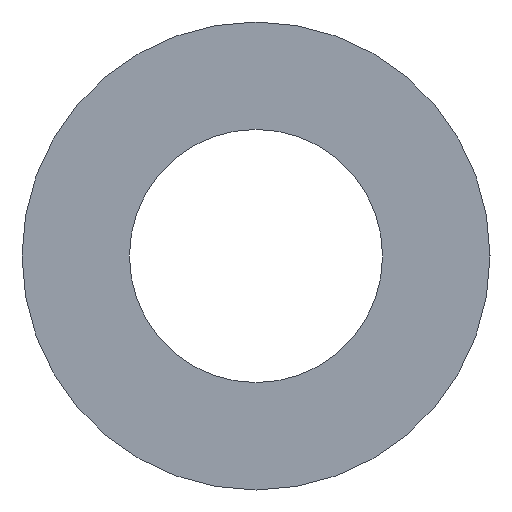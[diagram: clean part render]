
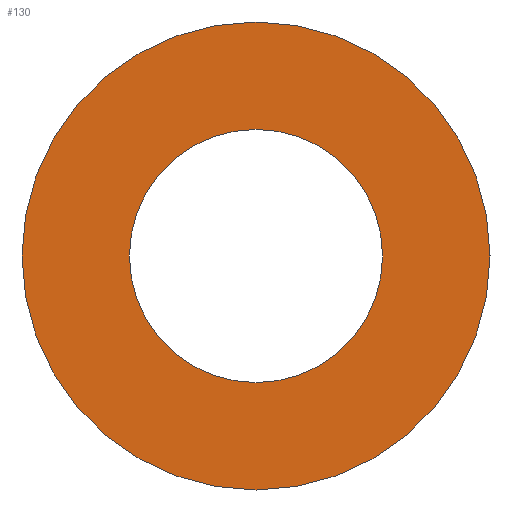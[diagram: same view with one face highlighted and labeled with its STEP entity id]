
A CAD part, left-side view. The second image highlights one B-rep face of the part: STEP entity #130.
In plain terms, the highlighted planar face has unit normal (-1, 0, 0).
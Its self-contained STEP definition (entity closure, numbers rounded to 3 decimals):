
#72 = VERTEX_POINT( '', #184 );
#88 = EDGE_CURVE( '', #148, #110, #203, .T. );
#104 = EDGE_CURVE( '', #110, #148, #221, .T. );
#110 = VERTEX_POINT( '', #227 );
#126 = EDGE_CURVE( '', #142, #72, #244, .T. );
#130 = ADVANCED_FACE( '', ( #249, #250 ), #251, .T. );
#142 = VERTEX_POINT( '', #265 );
#148 = VERTEX_POINT( '', #272 );
#164 = EDGE_CURVE( '', #72, #142, #289, .T. );
#184 = CARTESIAN_POINT( '', ( -125., -33., 0. ) );
#203 = CIRCLE( '', #325, 61. );
#221 = CIRCLE( '', #348, 61. );
#227 = CARTESIAN_POINT( '', ( -125., -61., 0. ) );
#244 = CIRCLE( '', #380, 33. );
#249 = FACE_BOUND( '', #385, .T. );
#250 = FACE_OUTER_BOUND( '', #386, .T. );
#251 = PLANE( '', #387 );
#265 = CARTESIAN_POINT( '', ( -125., 33., 0. ) );
#272 = CARTESIAN_POINT( '', ( -125., 61., 0. ) );
#289 = CIRCLE( '', #434, 33. );
#325 = AXIS2_PLACEMENT_3D( '', #460, #461, #462 );
#348 = AXIS2_PLACEMENT_3D( '', #478, #479, #480 );
#380 = AXIS2_PLACEMENT_3D( '', #498, #499, #500 );
#385 = EDGE_LOOP( '', ( #510, #511 ) );
#386 = EDGE_LOOP( '', ( #512, #513 ) );
#387 = AXIS2_PLACEMENT_3D( '', #514, #515, #516 );
#434 = AXIS2_PLACEMENT_3D( '', #567, #568, #569 );
#460 = CARTESIAN_POINT( '', ( -125., 0., 0. ) );
#461 = DIRECTION( '', ( -1., 0., 0. ) );
#462 = DIRECTION( '', ( 0., 1., 0. ) );
#478 = CARTESIAN_POINT( '', ( -125., 0., 0. ) );
#479 = DIRECTION( '', ( -1., 0., 0. ) );
#480 = DIRECTION( '', ( 0., 1., 0. ) );
#498 = CARTESIAN_POINT( '', ( -125., 0., 0. ) );
#499 = DIRECTION( '', ( -1., 0., 0. ) );
#500 = DIRECTION( '', ( 0., 1., 0. ) );
#510 = ORIENTED_EDGE( '', *, *, #126, .F. );
#511 = ORIENTED_EDGE( '', *, *, #164, .F. );
#512 = ORIENTED_EDGE( '', *, *, #88, .T. );
#513 = ORIENTED_EDGE( '', *, *, #104, .T. );
#514 = CARTESIAN_POINT( '', ( -125., 47., 0. ) );
#515 = DIRECTION( '', ( -1., 0., 0. ) );
#516 = DIRECTION( '', ( 0., 1., 0. ) );
#567 = CARTESIAN_POINT( '', ( -125., 0., 0. ) );
#568 = DIRECTION( '', ( -1., 0., 0. ) );
#569 = DIRECTION( '', ( 0., 1., 0. ) );
